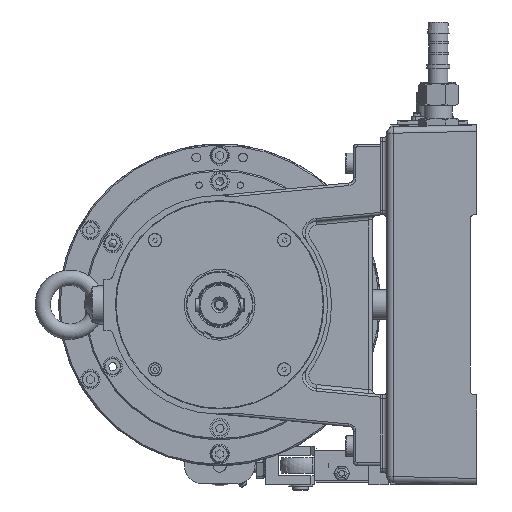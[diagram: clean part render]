
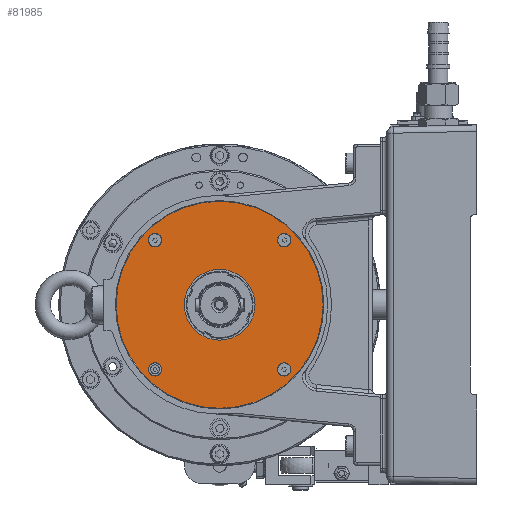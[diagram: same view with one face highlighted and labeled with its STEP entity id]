
A CAD part, left-side view. The second image highlights one B-rep face of the part: STEP entity #81985.
In plain terms, the highlighted planar face has unit normal (-1, 0, 0).
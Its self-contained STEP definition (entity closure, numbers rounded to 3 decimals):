
#1287 = CARTESIAN_POINT ( 'NONE',  ( 95.068, 230.5, -139.932 ) ) ;
#1294 = DIRECTION ( 'NONE',  ( 1., 0., 0. ) ) ;
#1298 = PLANE ( 'NONE',  #78345 ) ;
#1302 = DIRECTION ( 'NONE',  ( 0., 0., -1. ) ) ;
#1462 = CIRCLE ( 'NONE', #76751, 5.2 ) ;
#3192 = FACE_BOUND ( 'NONE', #8654, .T. ) ;
#3195 = FACE_BOUND ( 'NONE', #8694, .T. ) ;
#3203 = FACE_BOUND ( 'NONE', #8664, .T. ) ;
#3204 = FACE_BOUND ( 'NONE', #8668, .T. ) ;
#3205 = FACE_BOUND ( 'NONE', #8650, .T. ) ;
#3206 = FACE_OUTER_BOUND ( 'NONE', #8672, .T. ) ;
#6904 = CARTESIAN_POINT ( 'NONE',  ( 95.068, 203., -220.432 ) ) ;
#6943 = CARTESIAN_POINT ( 'NONE',  ( 95.068, 258.405, -89.727 ) ) ;
#7494 = EDGE_CURVE ( 'NONE', #38768, #38768, #19138, .T. ) ;
#7643 = EDGE_CURVE ( 'NONE', #38789, #38789, #19405, .T. ) ;
#8650 = EDGE_LOOP ( 'NONE', ( #25424 ) ) ;
#8654 = EDGE_LOOP ( 'NONE', ( #25425 ) ) ;
#8664 = EDGE_LOOP ( 'NONE', ( #25428 ) ) ;
#8668 = EDGE_LOOP ( 'NONE', ( #25427 ) ) ;
#8672 = EDGE_LOOP ( 'NONE', ( #25426 ) ) ;
#8694 = EDGE_LOOP ( 'NONE', ( #25429 ) ) ;
#19138 = CIRCLE ( 'NONE', #52066, 80.5 ) ;
#19405 = CIRCLE ( 'NONE', #52121, 5.2 ) ;
#25424 = ORIENTED_EDGE ( 'NONE', *, *, #95129, .T. ) ;
#25425 = ORIENTED_EDGE ( 'NONE', *, *, #95126, .T. ) ;
#25426 = ORIENTED_EDGE ( 'NONE', *, *, #7494, .F. ) ;
#25427 = ORIENTED_EDGE ( 'NONE', *, *, #93196, .T. ) ;
#25428 = ORIENTED_EDGE ( 'NONE', *, *, #44565, .T. ) ;
#25429 = ORIENTED_EDGE ( 'NONE', *, *, #7643, .T. ) ;
#32453 = CARTESIAN_POINT ( 'NONE',  ( 95.068, 152.795, -190.137 ) ) ;
#32455 = DIRECTION ( 'NONE',  ( 1., 0., 0. ) ) ;
#32457 = DIRECTION ( 'NONE',  ( 0., -1., 0. ) ) ;
#34551 = CARTESIAN_POINT ( 'NONE',  ( 95.068, 253.205, -190.137 ) ) ;
#34553 = DIRECTION ( 'NONE',  ( 1., 0., 0. ) ) ;
#34554 = DIRECTION ( 'NONE',  ( 0., 0., -1. ) ) ;
#34564 = CARTESIAN_POINT ( 'NONE',  ( 95.068, 152.795, -89.727 ) ) ;
#34566 = DIRECTION ( 'NONE',  ( 1., 0., 0. ) ) ;
#34568 = DIRECTION ( 'NONE',  ( 0., 0., 1. ) ) ;
#37472 = DIRECTION ( 'NONE',  ( 0., 0., -1. ) ) ;
#37473 = DIRECTION ( 'NONE',  ( 1., 0., 0. ) ) ;
#37474 = CARTESIAN_POINT ( 'NONE',  ( 95.068, 203., -139.932 ) ) ;
#38084 = DIRECTION ( 'NONE',  ( 0., 1., 0. ) ) ;
#38086 = DIRECTION ( 'NONE',  ( 1., 0., 0. ) ) ;
#38088 = CARTESIAN_POINT ( 'NONE',  ( 95.068, 253.205, -89.727 ) ) ;
#38467 = CIRCLE ( 'NONE', #95680, 5.2 ) ;
#38470 = CIRCLE ( 'NONE', #95682, 5.2 ) ;
#38768 = VERTEX_POINT ( 'NONE', #6904 ) ;
#38789 = VERTEX_POINT ( 'NONE', #6943 ) ;
#39357 = VERTEX_POINT ( 'NONE', #48129 ) ;
#39359 = VERTEX_POINT ( 'NONE', #48132 ) ;
#44565 = EDGE_CURVE ( 'NONE', #45110, #45110, #1462, .T. ) ;
#45110 = VERTEX_POINT ( 'NONE', #47430 ) ;
#45584 = VERTEX_POINT ( 'NONE', #47827 ) ;
#47430 = CARTESIAN_POINT ( 'NONE',  ( 95.068, 147.595, -190.137 ) ) ;
#47827 = CARTESIAN_POINT ( 'NONE',  ( 95.068, 203., -167.432 ) ) ;
#48129 = CARTESIAN_POINT ( 'NONE',  ( 95.068, 253.205, -195.337 ) ) ;
#48132 = CARTESIAN_POINT ( 'NONE',  ( 95.068, 152.795, -84.527 ) ) ;
#52066 = AXIS2_PLACEMENT_3D ( 'NONE', #37474, #37473, #37472 ) ;
#52121 = AXIS2_PLACEMENT_3D ( 'NONE', #38088, #38086, #38084 ) ;
#61577 = CARTESIAN_POINT ( 'NONE',  ( 95.068, 203., -139.932 ) ) ;
#61578 = DIRECTION ( 'NONE',  ( 1., 0., 0. ) ) ;
#61579 = DIRECTION ( 'NONE',  ( 0., 0., -1. ) ) ;
#76751 = AXIS2_PLACEMENT_3D ( 'NONE', #32453, #32455, #32457 ) ;
#78345 = AXIS2_PLACEMENT_3D ( 'NONE', #1287, #1294, #1302 ) ;
#81985 = ADVANCED_FACE ( 'NONE', ( #3205, #3192, #3206, #3204, #3203, #3195 ), #1298, .F. ) ;
#92394 = CIRCLE ( 'NONE', #95409, 27.5 ) ;
#93196 = EDGE_CURVE ( 'NONE', #45584, #45584, #92394, .T. ) ;
#95126 = EDGE_CURVE ( 'NONE', #39357, #39357, #38467, .T. ) ;
#95129 = EDGE_CURVE ( 'NONE', #39359, #39359, #38470, .T. ) ;
#95409 = AXIS2_PLACEMENT_3D ( 'NONE', #61577, #61578, #61579 ) ;
#95680 = AXIS2_PLACEMENT_3D ( 'NONE', #34551, #34553, #34554 ) ;
#95682 = AXIS2_PLACEMENT_3D ( 'NONE', #34564, #34566, #34568 ) ;
